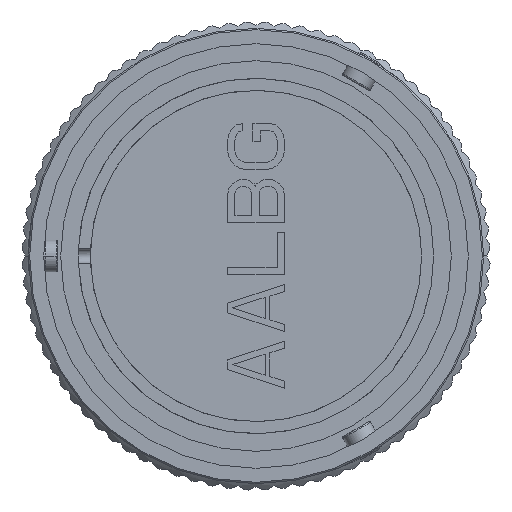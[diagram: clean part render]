
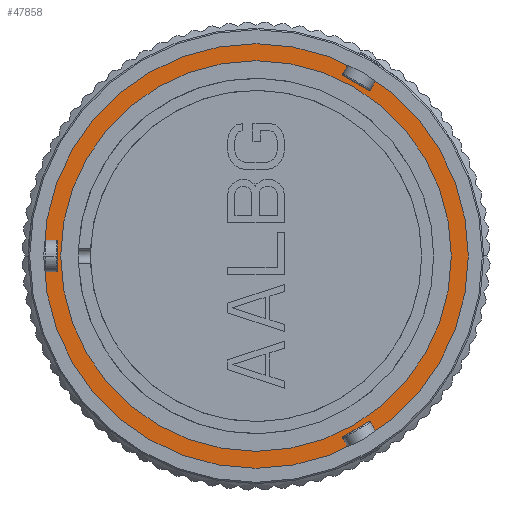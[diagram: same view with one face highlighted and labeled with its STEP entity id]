
A CAD part, left-side view. The second image highlights one B-rep face of the part: STEP entity #47858.
In plain terms, the highlighted planar face has unit normal (-1, 0, 0).
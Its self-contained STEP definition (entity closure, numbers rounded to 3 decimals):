
#4681=CARTESIAN_POINT('',(20.26,0.,0.));
#4682=DIRECTION('',(-1.,0.,0.));
#4683=DIRECTION('',(0.,-1.,0.));
#4684=AXIS2_PLACEMENT_3D('',#4681,#4682,#4683);
#4836=CARTESIAN_POINT('',(20.26,0.,0.));
#4837=DIRECTION('',(-1.,0.,0.));
#4838=DIRECTION('',(0.,1.,0.));
#4839=AXIS2_PLACEMENT_3D('',#4836,#4837,#4838);
#5119=CARTESIAN_POINT('',(20.26,0.,0.));
#5120=DIRECTION('',(1.,0.,0.));
#5121=DIRECTION('',(0.,1.,0.));
#5122=AXIS2_PLACEMENT_3D('',#5119,#5120,#5121);
#5124=CARTESIAN_POINT('',(20.26,0.,0.));
#5125=DIRECTION('',(1.,0.,0.));
#5126=DIRECTION('',(0.,-1.,0.));
#5127=AXIS2_PLACEMENT_3D('',#5124,#5125,#5126);
#41865=CARTESIAN_POINT('',(20.26,27.56,0.));
#41866=CARTESIAN_POINT('',(20.26,-27.56,0.));
#41867=VERTEX_POINT('',#41865);
#41868=VERTEX_POINT('',#41866);
#41900=CARTESIAN_POINT('',(20.26,29.96,-0.003));
#41901=CARTESIAN_POINT('',(20.26,-29.96,0.003));
#41902=VERTEX_POINT('',#41900);
#41903=VERTEX_POINT('',#41901);
#47842=CARTESIAN_POINT('',(20.26,0.,0.));
#47843=DIRECTION('',(1.,0.,0.));
#47844=DIRECTION('',(0.,0.,1.));
#47845=AXIS2_PLACEMENT_3D('',#47842,#47843,#47844);
#47846=PLANE('1198',#47845);
#47848=ORIENTED_EDGE('10365',*,*,#47847,.F.);
#47849=ORIENTED_EDGE('10367',*,*,#47815,.F.);
#47850=EDGE_LOOP('1198',(#47848,#47849));
#47851=FACE_OUTER_BOUND('1198',#47850,.F.);
#47853=ORIENTED_EDGE('10346',*,*,#47852,.F.);
#47855=ORIENTED_EDGE('10348',*,*,#47854,.F.);
#47856=EDGE_LOOP('1198',(#47853,#47855));
#47857=FACE_BOUND('1198',#47856,.F.);
#4685=CIRCLE('10367',#4684,29.96);
#4840=CIRCLE('10365',#4839,29.96);
#5123=CIRCLE('10346',#5122,27.56);
#5128=CIRCLE('10348',#5127,27.56);
#47815=EDGE_CURVE('10367',#41903,#41902,#4685,.T.);
#47847=EDGE_CURVE('10365',#41902,#41903,#4840,.T.);
#47852=EDGE_CURVE('10346',#41867,#41868,#5123,.T.);
#47854=EDGE_CURVE('10348',#41868,#41867,#5128,.T.);
#47858=ADVANCED_FACE('1198',(#47851,#47857),#47846,.F.);
